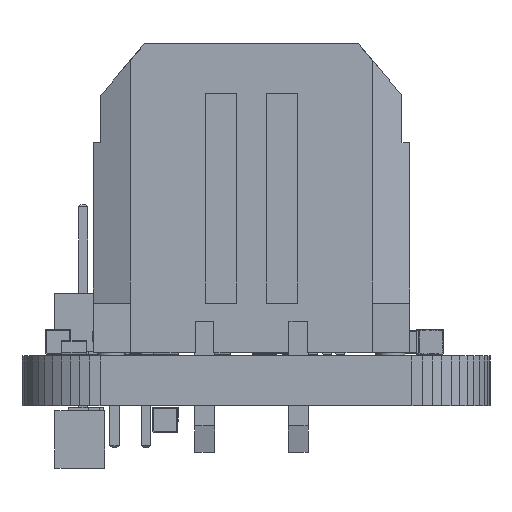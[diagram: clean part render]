
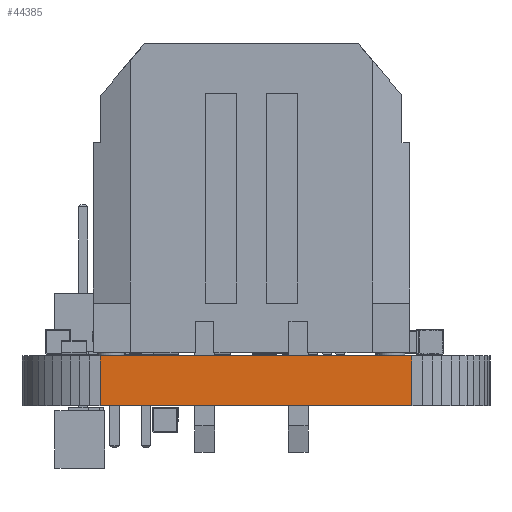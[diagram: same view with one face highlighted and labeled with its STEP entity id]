
A CAD part, left-side view. The second image highlights one B-rep face of the part: STEP entity #44385.
In plain terms, the highlighted planar face has unit normal (-1, 0, 0).
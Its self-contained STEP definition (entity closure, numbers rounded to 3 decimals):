
#38693 = PLANE('',#38694);
#38694 = AXIS2_PLACEMENT_3D('',#38695,#38696,#38697);
#38695 = CARTESIAN_POINT('',(82.844,-58.018,1.6));
#38696 = DIRECTION('',(-0.,-0.,-1.));
#38697 = DIRECTION('',(-1.,0.,0.));
#38747 = PLANE('',#38748);
#38748 = AXIS2_PLACEMENT_3D('',#38749,#38750,#38751);
#38749 = CARTESIAN_POINT('',(82.844,-58.018,0.));
#38750 = DIRECTION('',(-0.,-0.,-1.));
#38751 = DIRECTION('',(-1.,0.,0.));
#40592 = VERTEX_POINT('',#40593);
#40593 = CARTESIAN_POINT('',(47.782,-65.593,0.));
#40607 = PLANE('',#40608);
#40608 = AXIS2_PLACEMENT_3D('',#40609,#40610,#40611);
#40609 = CARTESIAN_POINT('',(47.804,-65.919,0.));
#40610 = DIRECTION('',(-0.998,-0.065,0.));
#40611 = DIRECTION('',(-0.065,0.998,0.));
#40619 = EDGE_CURVE('',#40592,#40620,#40622,.T.);
#40620 = VERTEX_POINT('',#40621);
#40621 = CARTESIAN_POINT('',(47.782,-55.593,0.));
#40622 = SURFACE_CURVE('',#40623,(#40627,#40634),.PCURVE_S1.);
#40623 = LINE('',#40624,#40625);
#40624 = CARTESIAN_POINT('',(47.782,-65.593,0.));
#40625 = VECTOR('',#40626,1.);
#40626 = DIRECTION('',(0.,1.,0.));
#40627 = PCURVE('',#38747,#40628);
#40628 = DEFINITIONAL_REPRESENTATION('',(#40629),#40633);
#40629 = LINE('',#40630,#40631);
#40630 = CARTESIAN_POINT('',(35.062,-7.574));
#40631 = VECTOR('',#40632,1.);
#40632 = DIRECTION('',(0.,1.));
#40633 = ( GEOMETRIC_REPRESENTATION_CONTEXT(2) 
PARAMETRIC_REPRESENTATION_CONTEXT() REPRESENTATION_CONTEXT('2D SPACE',''
  ) );
#40634 = PCURVE('',#40635,#40640);
#40635 = PLANE('',#40636);
#40636 = AXIS2_PLACEMENT_3D('',#40637,#40638,#40639);
#40637 = CARTESIAN_POINT('',(47.782,-65.593,0.));
#40638 = DIRECTION('',(-1.,0.,0.));
#40639 = DIRECTION('',(0.,1.,0.));
#40640 = DEFINITIONAL_REPRESENTATION('',(#40641),#40645);
#40641 = LINE('',#40642,#40643);
#40642 = CARTESIAN_POINT('',(0.,0.));
#40643 = VECTOR('',#40644,1.);
#40644 = DIRECTION('',(1.,0.));
#40645 = ( GEOMETRIC_REPRESENTATION_CONTEXT(2) 
PARAMETRIC_REPRESENTATION_CONTEXT() REPRESENTATION_CONTEXT('2D SPACE',''
  ) );
#40663 = PLANE('',#40664);
#40664 = AXIS2_PLACEMENT_3D('',#40665,#40666,#40667);
#40665 = CARTESIAN_POINT('',(47.782,-55.593,0.));
#40666 = DIRECTION('',(-0.998,0.065,0.));
#40667 = DIRECTION('',(0.065,0.998,0.));
#42874 = VERTEX_POINT('',#42875);
#42875 = CARTESIAN_POINT('',(47.782,-65.593,1.6));
#42896 = EDGE_CURVE('',#42874,#42897,#42899,.T.);
#42897 = VERTEX_POINT('',#42898);
#42898 = CARTESIAN_POINT('',(47.782,-55.593,1.6));
#42899 = SURFACE_CURVE('',#42900,(#42904,#42911),.PCURVE_S1.);
#42900 = LINE('',#42901,#42902);
#42901 = CARTESIAN_POINT('',(47.782,-65.593,1.6));
#42902 = VECTOR('',#42903,1.);
#42903 = DIRECTION('',(0.,1.,0.));
#42904 = PCURVE('',#38693,#42905);
#42905 = DEFINITIONAL_REPRESENTATION('',(#42906),#42910);
#42906 = LINE('',#42907,#42908);
#42907 = CARTESIAN_POINT('',(35.062,-7.574));
#42908 = VECTOR('',#42909,1.);
#42909 = DIRECTION('',(0.,1.));
#42910 = ( GEOMETRIC_REPRESENTATION_CONTEXT(2) 
PARAMETRIC_REPRESENTATION_CONTEXT() REPRESENTATION_CONTEXT('2D SPACE',''
  ) );
#42911 = PCURVE('',#40635,#42912);
#42912 = DEFINITIONAL_REPRESENTATION('',(#42913),#42917);
#42913 = LINE('',#42914,#42915);
#42914 = CARTESIAN_POINT('',(0.,-1.6));
#42915 = VECTOR('',#42916,1.);
#42916 = DIRECTION('',(1.,0.));
#42917 = ( GEOMETRIC_REPRESENTATION_CONTEXT(2) 
PARAMETRIC_REPRESENTATION_CONTEXT() REPRESENTATION_CONTEXT('2D SPACE',''
  ) );
#44335 = EDGE_CURVE('',#40620,#42897,#44336,.T.);
#44336 = SURFACE_CURVE('',#44337,(#44341,#44348),.PCURVE_S1.);
#44337 = LINE('',#44338,#44339);
#44338 = CARTESIAN_POINT('',(47.782,-55.593,0.));
#44339 = VECTOR('',#44340,1.);
#44340 = DIRECTION('',(0.,0.,1.));
#44341 = PCURVE('',#40663,#44342);
#44342 = DEFINITIONAL_REPRESENTATION('',(#44343),#44347);
#44343 = LINE('',#44344,#44345);
#44344 = CARTESIAN_POINT('',(0.,0.));
#44345 = VECTOR('',#44346,1.);
#44346 = DIRECTION('',(0.,-1.));
#44347 = ( GEOMETRIC_REPRESENTATION_CONTEXT(2) 
PARAMETRIC_REPRESENTATION_CONTEXT() REPRESENTATION_CONTEXT('2D SPACE',''
  ) );
#44348 = PCURVE('',#40635,#44349);
#44349 = DEFINITIONAL_REPRESENTATION('',(#44350),#44354);
#44350 = LINE('',#44351,#44352);
#44351 = CARTESIAN_POINT('',(10.,0.));
#44352 = VECTOR('',#44353,1.);
#44353 = DIRECTION('',(0.,-1.));
#44354 = ( GEOMETRIC_REPRESENTATION_CONTEXT(2) 
PARAMETRIC_REPRESENTATION_CONTEXT() REPRESENTATION_CONTEXT('2D SPACE',''
  ) );
#44385 = ADVANCED_FACE('',(#44386),#40635,.T.);
#44386 = FACE_BOUND('',#44387,.T.);
#44387 = EDGE_LOOP('',(#44388,#44409,#44410,#44411));
#44388 = ORIENTED_EDGE('',*,*,#44389,.T.);
#44389 = EDGE_CURVE('',#40592,#42874,#44390,.T.);
#44390 = SURFACE_CURVE('',#44391,(#44395,#44402),.PCURVE_S1.);
#44391 = LINE('',#44392,#44393);
#44392 = CARTESIAN_POINT('',(47.782,-65.593,0.));
#44393 = VECTOR('',#44394,1.);
#44394 = DIRECTION('',(0.,0.,1.));
#44395 = PCURVE('',#40635,#44396);
#44396 = DEFINITIONAL_REPRESENTATION('',(#44397),#44401);
#44397 = LINE('',#44398,#44399);
#44398 = CARTESIAN_POINT('',(0.,0.));
#44399 = VECTOR('',#44400,1.);
#44400 = DIRECTION('',(0.,-1.));
#44401 = ( GEOMETRIC_REPRESENTATION_CONTEXT(2) 
PARAMETRIC_REPRESENTATION_CONTEXT() REPRESENTATION_CONTEXT('2D SPACE',''
  ) );
#44402 = PCURVE('',#40607,#44403);
#44403 = DEFINITIONAL_REPRESENTATION('',(#44404),#44408);
#44404 = LINE('',#44405,#44406);
#44405 = CARTESIAN_POINT('',(0.327,0.));
#44406 = VECTOR('',#44407,1.);
#44407 = DIRECTION('',(0.,-1.));
#44408 = ( GEOMETRIC_REPRESENTATION_CONTEXT(2) 
PARAMETRIC_REPRESENTATION_CONTEXT() REPRESENTATION_CONTEXT('2D SPACE',''
  ) );
#44409 = ORIENTED_EDGE('',*,*,#42896,.T.);
#44410 = ORIENTED_EDGE('',*,*,#44335,.F.);
#44411 = ORIENTED_EDGE('',*,*,#40619,.F.);
